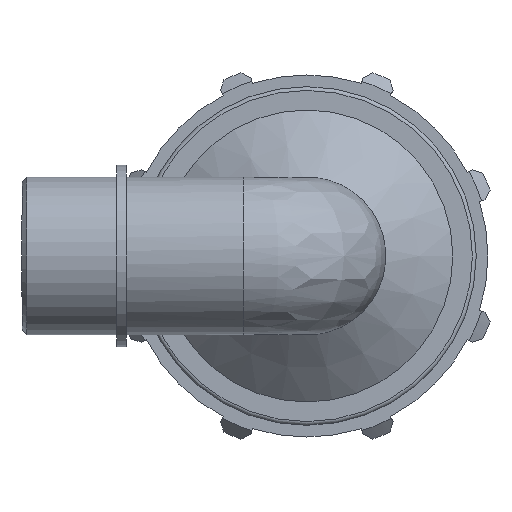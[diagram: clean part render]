
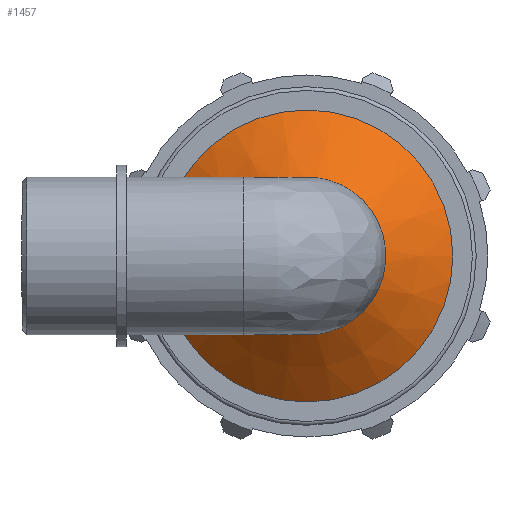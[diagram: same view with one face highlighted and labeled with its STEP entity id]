
A CAD part, left-side view. The second image highlights one B-rep face of the part: STEP entity #1457.
In plain terms, the highlighted conical face has half-angle 50 degrees and reference radius 23.687 mm.
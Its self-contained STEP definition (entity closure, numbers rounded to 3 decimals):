
#279=CONICAL_SURFACE('',#1552,23.687,50.);
#294=B_SPLINE_CURVE_WITH_KNOTS('',3,(#2123,#2124,#2125,#2126,#2127,#2128,
#2129,#2130,#2131,#2132,#2133,#2134,#2135,#2136),.UNSPECIFIED.,.F.,.F.,
(4,2,2,2,2,2,4),(6.396,6.729,7.024,7.319,
7.613,7.908,8.241),.UNSPECIFIED.);
#297=FACE_BOUND('',#420,.T.);
#331=FACE_OUTER_BOUND('',#419,.T.);
#419=EDGE_LOOP('',(#953,#954));
#420=EDGE_LOOP('',(#955));
#529=CIRCLE('',#1542,16.625);
#535=CIRCLE('',#1553,30.75);
#598=VERTEX_POINT('',#2109);
#599=VERTEX_POINT('',#2110);
#605=VERTEX_POINT('',#2168);
#740=EDGE_CURVE('',#598,#599,#529,.T.);
#746=EDGE_CURVE('',#598,#599,#294,.T.);
#749=EDGE_CURVE('',#605,#605,#535,.T.);
#953=ORIENTED_EDGE('',*,*,#746,.F.);
#954=ORIENTED_EDGE('',*,*,#740,.T.);
#955=ORIENTED_EDGE('',*,*,#749,.F.);
#1457=ADVANCED_FACE('',(#331,#297),#279,.T.);
#1542=AXIS2_PLACEMENT_3D('',#2111,#1701,#1702);
#1552=AXIS2_PLACEMENT_3D('',#2167,#1721,#1722);
#1553=AXIS2_PLACEMENT_3D('',#2169,#1723,#1724);
#1701=DIRECTION('center_axis',(1.,0.,0.));
#1702=DIRECTION('ref_axis',(0.,0.,-1.));
#1721=DIRECTION('center_axis',(1.,0.,0.));
#1722=DIRECTION('ref_axis',(0.,1.,0.));
#1723=DIRECTION('center_axis',(1.,0.,0.));
#1724=DIRECTION('ref_axis',(0.,0.,-1.));
#2109=CARTESIAN_POINT('',(14.601,14.601,7.95));
#2110=CARTESIAN_POINT('',(14.601,14.601,-7.95));
#2111=CARTESIAN_POINT('Origin',(14.601,0.,0.));
#2123=CARTESIAN_POINT('Ctrl Pts',(14.601,14.601,7.95));
#2124=CARTESIAN_POINT('Ctrl Pts',(14.984,15.505,7.245));
#2125=CARTESIAN_POINT('Ctrl Pts',(15.354,16.328,6.438));
#2126=CARTESIAN_POINT('Ctrl Pts',(15.922,17.565,4.847));
#2127=CARTESIAN_POINT('Ctrl Pts',(16.178,18.105,3.952));
#2128=CARTESIAN_POINT('Ctrl Pts',(16.53,18.843,2.021));
#2129=CARTESIAN_POINT('Ctrl Pts',(16.625,19.036,0.982));
#2130=CARTESIAN_POINT('Ctrl Pts',(16.625,19.036,-0.982));
#2131=CARTESIAN_POINT('Ctrl Pts',(16.53,18.843,-2.021));
#2132=CARTESIAN_POINT('Ctrl Pts',(16.178,18.105,-3.952));
#2133=CARTESIAN_POINT('Ctrl Pts',(15.922,17.565,-4.847));
#2134=CARTESIAN_POINT('Ctrl Pts',(15.354,16.328,-6.438));
#2135=CARTESIAN_POINT('Ctrl Pts',(14.984,15.505,-7.245));
#2136=CARTESIAN_POINT('Ctrl Pts',(14.601,14.601,-7.95));
#2167=CARTESIAN_POINT('Origin',(20.527,0.,0.));
#2168=CARTESIAN_POINT('',(26.453,30.75,0.));
#2169=CARTESIAN_POINT('Origin',(26.453,0.,0.));
